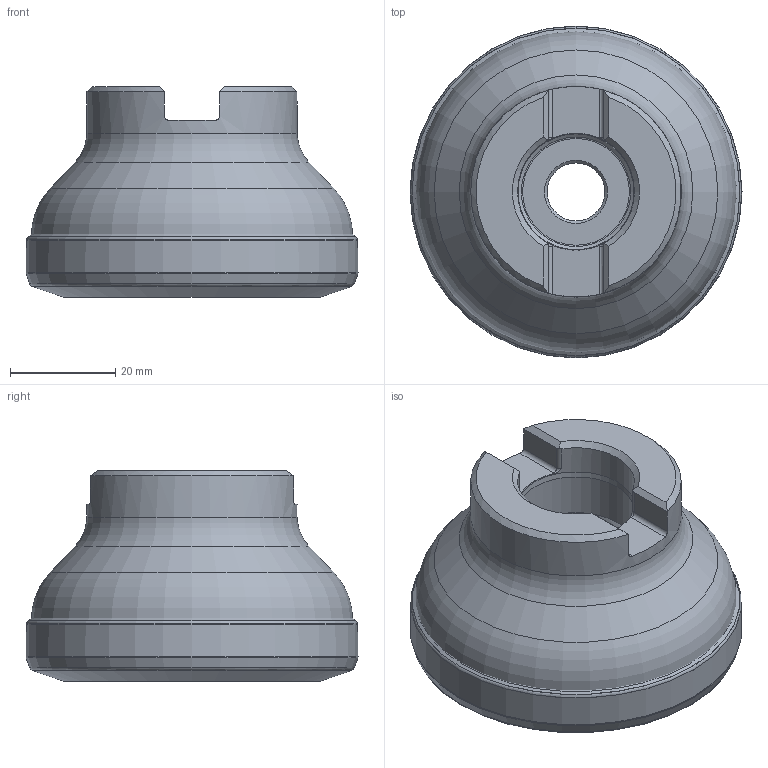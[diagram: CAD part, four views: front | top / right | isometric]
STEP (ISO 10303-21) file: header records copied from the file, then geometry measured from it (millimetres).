
FILE_DESCRIPTION(/* description */ (''),/* implementation_level */ '2;1');
FILE_NAME(/* name */ '63A05R_S19PD09_C_(PDMX-R)_115010023ndi000_00_SIM.stp',/* time_stamp */ '2019-12-03T12:18:53+01:00',/* author */ (''),/* organization */ (''),/* preprocessor_version */ 'ST-DEVELOPER v16.7',/* originating_system */ 'SIEMENS PLM Software NX 12.0',/* authorisation */ '');
FILE_SCHEMA (('AUTOMOTIVE_DESIGN { 1 0 10303 214 3 1 1 1 }'));
Length unit declared in the file: millimetre
Products named in the file (1): wq70057CCD62xbyk
Bounding box: 63.05 x 63.05 x 40 mm (x, y, z)
Volume: 85380.3 mm3; surface area: 19818.5 mm2
Topology: 2 solids, 2 shells, 101 faces, 222 edges, 124 vertices
Faces by surface type: revolution 34, cylinder 20, cone 16, torus 16, plane 15
Full cylindrical faces by diameter (mm): 11 x1, 18.1 x1, 22.006 x1, 22.2 x1, 40 x1, 61 x1
Entity records: 2789 total; most frequent: CARTESIAN_POINT 800, DIRECTION 394, ORIENTED_EDGE 312, EDGE_LOOP 168, AXIS2_PLACEMENT_3D 164, EDGE_CURVE 156, FACE_BOUND 134, VERTEX_POINT 122
